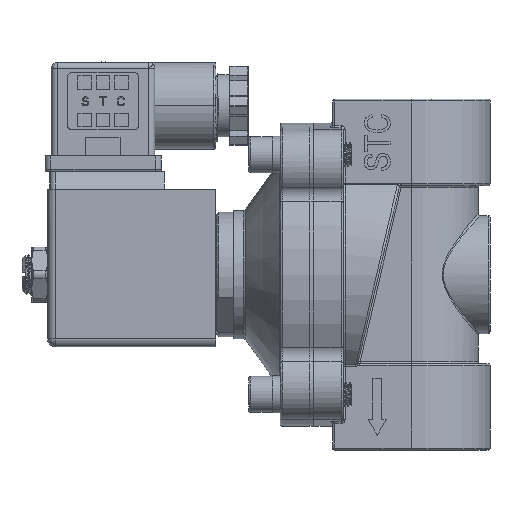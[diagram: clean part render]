
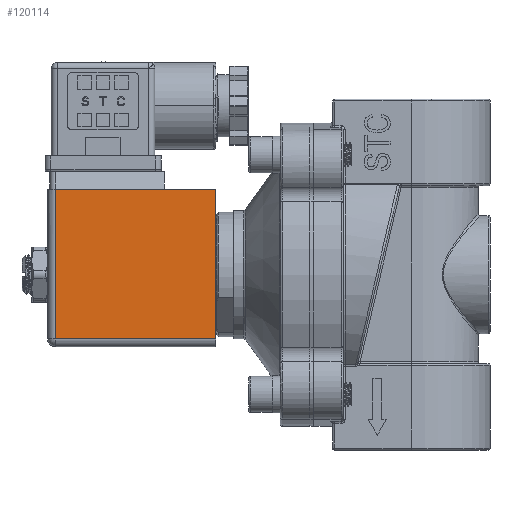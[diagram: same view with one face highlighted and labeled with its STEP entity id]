
A CAD part, left-side view. The second image highlights one B-rep face of the part: STEP entity #120114.
In plain terms, the highlighted planar face has unit normal (-1, 0, 0).
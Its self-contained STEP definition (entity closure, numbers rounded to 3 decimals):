
#1147 = FACE_OUTER_BOUND ( 'NONE', #64070, .T. ) ;
#1631 = EDGE_CURVE ( 'NONE', #136411, #25355, #86084, .T. ) ;
#2685 = EDGE_CURVE ( 'NONE', #16740, #136411, #40739, .T. ) ;
#8378 = EDGE_CURVE ( 'NONE', #16740, #124513, #98055, .T. ) ;
#8861 = CARTESIAN_POINT ( 'NONE',  ( -17.925, 110.4, -16.32 ) ) ;
#16740 = VERTEX_POINT ( 'NONE', #42405 ) ;
#21356 = EDGE_CURVE ( 'NONE', #25355, #124513, #32789, .T. ) ;
#25355 = VERTEX_POINT ( 'NONE', #67647 ) ;
#29462 = DIRECTION ( 'NONE',  ( -1., 0., 0. ) ) ;
#32789 = LINE ( 'NONE', #93782, #36149 ) ;
#36149 = VECTOR ( 'NONE', #115168, 1000. ) ;
#40517 = ORIENTED_EDGE ( 'NONE', *, *, #2685, .T. ) ;
#40739 = LINE ( 'NONE', #104591, #68976 ) ;
#42405 = CARTESIAN_POINT ( 'NONE',  ( -17.925, 110.4, 21.68 ) ) ;
#45586 = CARTESIAN_POINT ( 'NONE',  ( -17.925, 69.7, 21.68 ) ) ;
#50876 = ORIENTED_EDGE ( 'NONE', *, *, #21356, .T. ) ;
#64070 = EDGE_LOOP ( 'NONE', ( #101600, #50876, #106831, #40517 ) ) ;
#67647 = CARTESIAN_POINT ( 'NONE',  ( -17.925, 69.7, -16.32 ) ) ;
#68976 = VECTOR ( 'NONE', #93411, 1000. ) ;
#69647 = VECTOR ( 'NONE', #103845, 1000. ) ;
#77348 = CARTESIAN_POINT ( 'NONE',  ( -17.925, 69.7, -16.32 ) ) ;
#82764 = VECTOR ( 'NONE', #130384, 1000. ) ;
#86084 = LINE ( 'NONE', #77348, #82764 ) ;
#93122 = CARTESIAN_POINT ( 'NONE',  ( -17.925, 69.7, -18.32 ) ) ;
#93411 = DIRECTION ( 'NONE',  ( 0., 0., -1. ) ) ;
#93782 = CARTESIAN_POINT ( 'NONE',  ( -17.925, 69.7, 1.68 ) ) ;
#98055 = LINE ( 'NONE', #113584, #69647 ) ;
#101600 = ORIENTED_EDGE ( 'NONE', *, *, #1631, .T. ) ;
#103399 = PLANE ( 'NONE',  #105308 ) ;
#103845 = DIRECTION ( 'NONE',  ( 0., -1., 0. ) ) ;
#103850 = DIRECTION ( 'NONE',  ( 0., 0., 1. ) ) ;
#104591 = CARTESIAN_POINT ( 'NONE',  ( -17.925, 110.4, -18.32 ) ) ;
#105308 = AXIS2_PLACEMENT_3D ( 'NONE', #93122, #29462, #103850 ) ;
#106831 = ORIENTED_EDGE ( 'NONE', *, *, #8378, .F. ) ;
#113584 = CARTESIAN_POINT ( 'NONE',  ( -17.925, 69.7, 21.68 ) ) ;
#115168 = DIRECTION ( 'NONE',  ( 0., 0., 1. ) ) ;
#120114 = ADVANCED_FACE ( 'NONE', ( #1147 ), #103399, .T. ) ;
#124513 = VERTEX_POINT ( 'NONE', #45586 ) ;
#130384 = DIRECTION ( 'NONE',  ( 0., -1., 0. ) ) ;
#136411 = VERTEX_POINT ( 'NONE', #8861 ) ;
